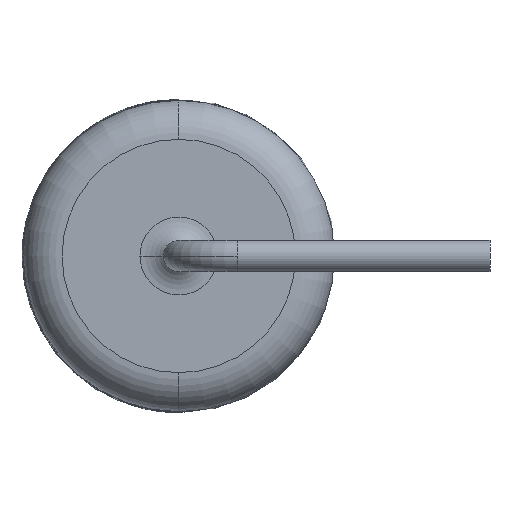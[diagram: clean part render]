
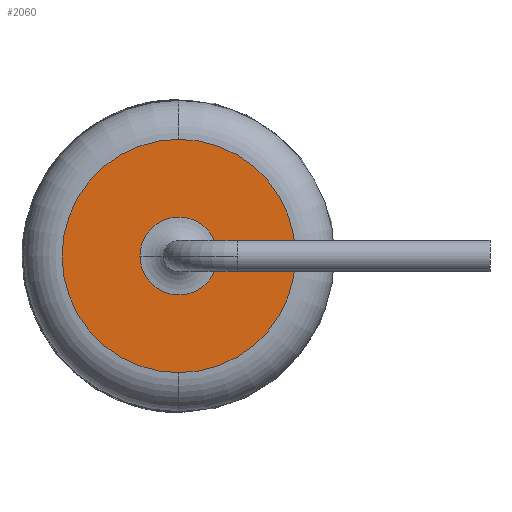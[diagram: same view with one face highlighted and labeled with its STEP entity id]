
A CAD part, left-side view. The second image highlights one B-rep face of the part: STEP entity #2060.
In plain terms, the highlighted planar face has unit normal (-1, 0, 0).
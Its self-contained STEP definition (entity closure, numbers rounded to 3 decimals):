
#14 = VERTEX_POINT ( 'NONE', #667 ) ;
#19 = CARTESIAN_POINT ( 'NONE',  ( -12., 0., 0. ) ) ;
#35 = DIRECTION ( 'NONE',  ( -1., 0., 0. ) ) ;
#205 = CARTESIAN_POINT ( 'NONE',  ( -12., 0., 3. ) ) ;
#353 = CARTESIAN_POINT ( 'NONE',  ( -12., 0., -3. ) ) ;
#380 = AXIS2_PLACEMENT_3D ( 'NONE', #1658, #35, #1485 ) ;
#513 = DIRECTION ( 'NONE',  ( 0., 0., -1. ) ) ;
#667 = CARTESIAN_POINT ( 'NONE',  ( -12., -1., 0. ) ) ;
#685 = ORIENTED_EDGE ( 'NONE', *, *, #2259, .F. ) ;
#690 = CIRCLE ( 'NONE', #2652, 3. ) ;
#721 = DIRECTION ( 'NONE',  ( 0., 0., -1. ) ) ;
#895 = CARTESIAN_POINT ( 'NONE',  ( -12., 0., 0. ) ) ;
#906 = CARTESIAN_POINT ( 'NONE',  ( -12., 0., 0. ) ) ;
#984 = EDGE_LOOP ( 'NONE', ( #2002, #1210 ) ) ;
#1091 = VERTEX_POINT ( 'NONE', #353 ) ;
#1100 = VERTEX_POINT ( 'NONE', #1173 ) ;
#1130 = FACE_BOUND ( 'NONE', #2069, .T. ) ;
#1173 = CARTESIAN_POINT ( 'NONE',  ( -12., 1., 0. ) ) ;
#1210 = ORIENTED_EDGE ( 'NONE', *, *, #1774, .T. ) ;
#1310 = DIRECTION ( 'NONE',  ( 1., 0., 0. ) ) ;
#1314 = AXIS2_PLACEMENT_3D ( 'NONE', #906, #2407, #513 ) ;
#1441 = CIRCLE ( 'NONE', #1972, 1. ) ;
#1477 = ORIENTED_EDGE ( 'NONE', *, *, #1990, .F. ) ;
#1485 = DIRECTION ( 'NONE',  ( 0., 1., 0. ) ) ;
#1569 = FACE_OUTER_BOUND ( 'NONE', #984, .T. ) ;
#1658 = CARTESIAN_POINT ( 'NONE',  ( -12., 0., 0. ) ) ;
#1671 = DIRECTION ( 'NONE',  ( 0., 1., 0. ) ) ;
#1680 = AXIS2_PLACEMENT_3D ( 'NONE', #895, #1310, #1732 ) ;
#1732 = DIRECTION ( 'NONE',  ( 0., 0., -1. ) ) ;
#1761 = CARTESIAN_POINT ( 'NONE',  ( -12., 0., 0. ) ) ;
#1762 = CIRCLE ( 'NONE', #1314, 3. ) ;
#1774 = EDGE_CURVE ( 'NONE', #2262, #1091, #690, .T. ) ;
#1972 = AXIS2_PLACEMENT_3D ( 'NONE', #19, #2070, #1671 ) ;
#1990 = EDGE_CURVE ( 'NONE', #14, #1100, #2181, .T. ) ;
#2002 = ORIENTED_EDGE ( 'NONE', *, *, #2304, .T. ) ;
#2060 = ADVANCED_FACE ( 'NONE', ( #1130, #1569 ), #2580, .F. ) ;
#2069 = EDGE_LOOP ( 'NONE', ( #685, #1477 ) ) ;
#2070 = DIRECTION ( 'NONE',  ( -1., 0., 0. ) ) ;
#2181 = CIRCLE ( 'NONE', #380, 1. ) ;
#2259 = EDGE_CURVE ( 'NONE', #1100, #14, #1441, .T. ) ;
#2262 = VERTEX_POINT ( 'NONE', #205 ) ;
#2304 = EDGE_CURVE ( 'NONE', #1091, #2262, #1762, .T. ) ;
#2407 = DIRECTION ( 'NONE',  ( -1., 0., 0. ) ) ;
#2580 = PLANE ( 'NONE',  #1680 ) ;
#2614 = DIRECTION ( 'NONE',  ( -1., 0., 0. ) ) ;
#2652 = AXIS2_PLACEMENT_3D ( 'NONE', #1761, #2614, #721 ) ;
